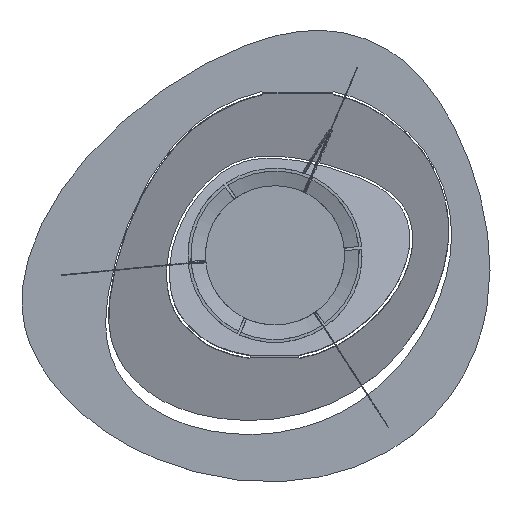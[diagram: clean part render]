
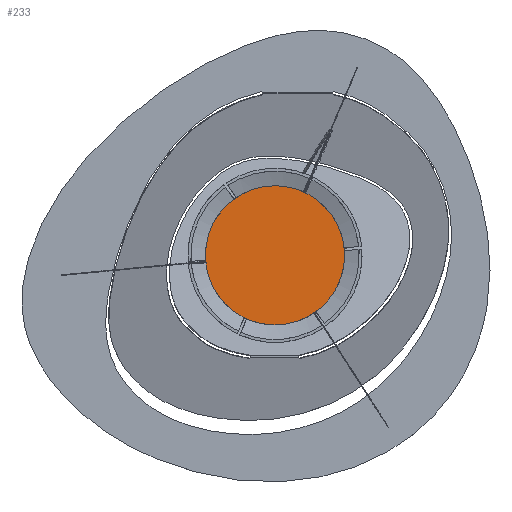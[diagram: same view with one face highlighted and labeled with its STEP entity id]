
A CAD part, top view. The second image highlights one B-rep face of the part: STEP entity #233.
In plain terms, the highlighted planar face has unit normal (0, 0, 1).
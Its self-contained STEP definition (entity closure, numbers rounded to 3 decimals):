
#58=PLANE('',#4034);
#233=ADVANCED_FACE('',(#446),#58,.T.);
#446=FACE_OUTER_BOUND('',#665,.T.);
#665=EDGE_LOOP('',(#1178,#1179));
#1178=ORIENTED_EDGE('',*,*,#2153,.T.);
#1179=ORIENTED_EDGE('',*,*,#2299,.T.);
#2153=EDGE_CURVE('',#3417,#3516,#2659,.T.);
#2299=EDGE_CURVE('',#3516,#3417,#2745,.T.);
#2659=(
BOUNDED_CURVE()
B_SPLINE_CURVE(2,(#10589,#10590,#10591,#10592,#10593),.UNSPECIFIED.,.F.,
 .F.)
B_SPLINE_CURVE_WITH_KNOTS((3,2,3),(0.,112.782,225.564),
 .UNSPECIFIED.)
CURVE()
GEOMETRIC_REPRESENTATION_ITEM()
RATIONAL_B_SPLINE_CURVE((1.,0.707,1.,0.707,1.))
REPRESENTATION_ITEM('')
);
#2745=(
BOUNDED_CURVE()
B_SPLINE_CURVE(2,(#11152,#11153,#11154,#11155,#11156),.UNSPECIFIED.,.F.,
 .F.)
B_SPLINE_CURVE_WITH_KNOTS((3,2,3),(225.564,338.346,451.128),
 .UNSPECIFIED.)
CURVE()
GEOMETRIC_REPRESENTATION_ITEM()
RATIONAL_B_SPLINE_CURVE((1.,0.707,1.,0.707,1.))
REPRESENTATION_ITEM('')
);
#3417=VERTEX_POINT('',#10484);
#3516=VERTEX_POINT('',#10583);
#4034=AXIS2_PLACEMENT_3D('',#9725,#4076,$);
#4076=DIRECTION('',(0.,0.,1.));
#9725=CARTESIAN_POINT('',(-76.419,-60.825,394.772));
#10484=CARTESIAN_POINT('',(-3.184,84.209,394.772));
#10583=CARTESIAN_POINT('',(-3.184,-59.389,394.772));
#10589=CARTESIAN_POINT('',(-3.184,84.209,394.772));
#10590=CARTESIAN_POINT('',(-74.983,84.209,394.772));
#10591=CARTESIAN_POINT('',(-74.983,12.41,394.772));
#10592=CARTESIAN_POINT('',(-74.983,-59.389,394.772));
#10593=CARTESIAN_POINT('',(-3.184,-59.389,394.772));
#11152=CARTESIAN_POINT('',(-3.184,-59.389,394.772));
#11153=CARTESIAN_POINT('',(68.615,-59.389,394.772));
#11154=CARTESIAN_POINT('',(68.615,12.41,394.772));
#11155=CARTESIAN_POINT('',(68.615,84.209,394.772));
#11156=CARTESIAN_POINT('',(-3.184,84.209,394.772));
